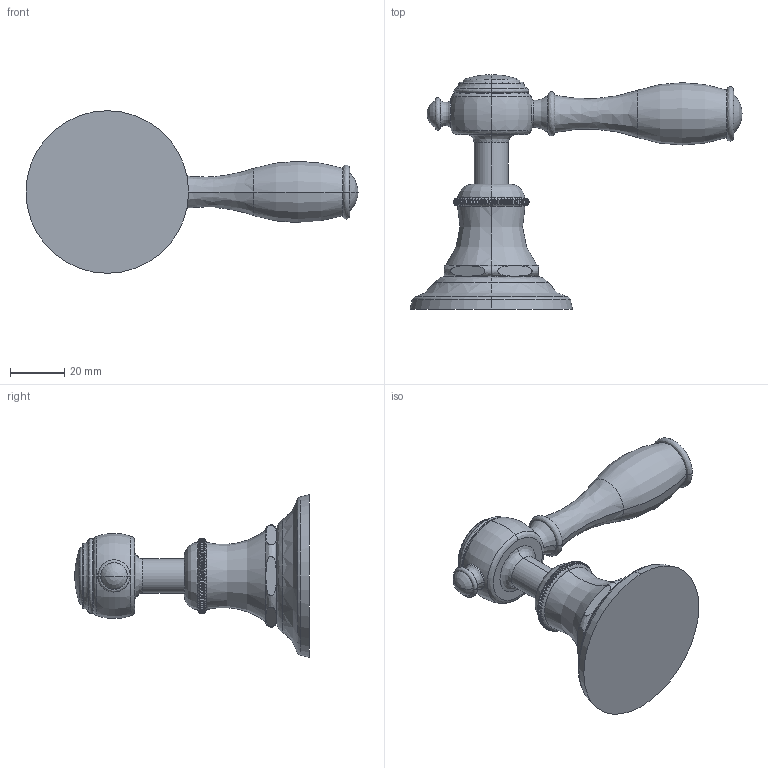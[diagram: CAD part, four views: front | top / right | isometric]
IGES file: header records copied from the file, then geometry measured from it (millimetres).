
Start section:  PTC IGES file: 30349.igs
Global section: file name: 30349.igs; native system: Creo Parametric by PTC Inc.; preprocessor: 2018400; author: jinson.thomas; organization: Unknown; date: 20210101.143730; units: inch
Bounding box: 122.64 x 86.61 x 60.07 mm (x, y, z)
Volume: 78611.6 mm3; surface area: 17844.2 mm2
Topology: 1 solids, 1 shells, 225 faces, 386 edges, 241 vertices
Faces by surface type: bspline 155, revolution 70
